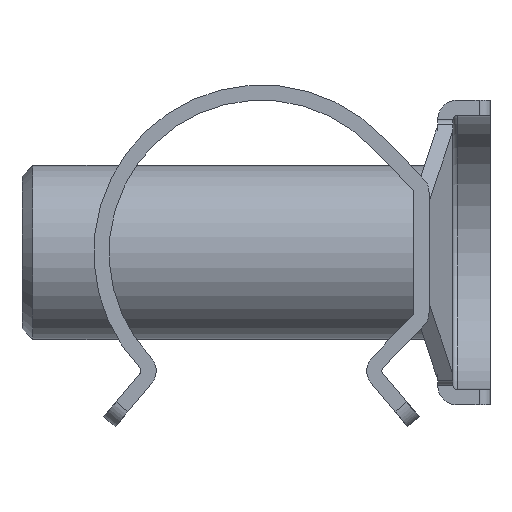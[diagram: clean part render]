
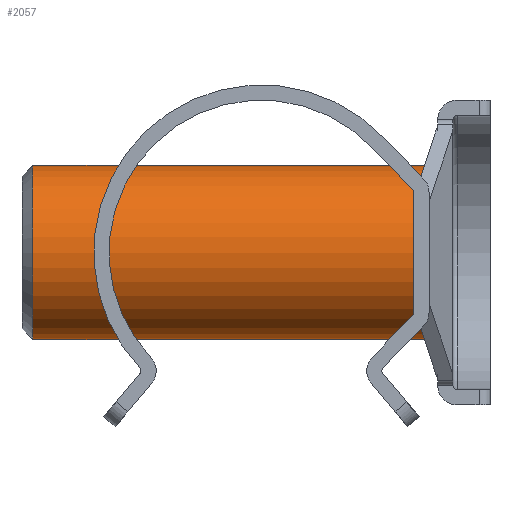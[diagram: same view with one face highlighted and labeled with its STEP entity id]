
A CAD part, front view. The second image highlights one B-rep face of the part: STEP entity #2057.
In plain terms, the highlighted cylindrical face has radius 4 mm (diameter 8 mm), a full revolution.
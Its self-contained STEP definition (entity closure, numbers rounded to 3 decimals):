
#9 = ORIENTED_EDGE ( 'NONE', *, *, #1811, .F. ) ;
#212 = AXIS2_PLACEMENT_3D ( 'NONE', #699, #1996, #542 ) ;
#264 = CARTESIAN_POINT ( 'NONE',  ( -10.5, 0., 4. ) ) ;
#343 = EDGE_CURVE ( 'NONE', #404, #404, #512, .T. ) ;
#357 = EDGE_LOOP ( 'NONE', ( #1010 ) ) ;
#404 = VERTEX_POINT ( 'NONE', #264 ) ;
#413 = VERTEX_POINT ( 'NONE', #737 ) ;
#512 = CIRCLE ( 'NONE', #212, 4. ) ;
#542 = DIRECTION ( 'NONE',  ( 0., 0., 1. ) ) ;
#630 = DIRECTION ( 'NONE',  ( 0., 1., 0. ) ) ;
#656 = CARTESIAN_POINT ( 'NONE',  ( 8.1, 0., 0. ) ) ;
#699 = CARTESIAN_POINT ( 'NONE',  ( -10.5, 0., 0. ) ) ;
#737 = CARTESIAN_POINT ( 'NONE',  ( 8.1, 4., 0. ) ) ;
#859 = AXIS2_PLACEMENT_3D ( 'NONE', #656, #1894, #630 ) ;
#885 = CYLINDRICAL_SURFACE ( 'NONE', #1106, 4. ) ;
#908 = CARTESIAN_POINT ( 'NONE',  ( -11., 0., 0. ) ) ;
#1010 = ORIENTED_EDGE ( 'NONE', *, *, #343, .F. ) ;
#1106 = AXIS2_PLACEMENT_3D ( 'NONE', #908, #1883, #1512 ) ;
#1231 = CIRCLE ( 'NONE', #859, 4. ) ;
#1282 = EDGE_LOOP ( 'NONE', ( #9 ) ) ;
#1512 = DIRECTION ( 'NONE',  ( 0., 0., 1. ) ) ;
#1678 = FACE_OUTER_BOUND ( 'NONE', #357, .T. ) ;
#1811 = EDGE_CURVE ( 'NONE', #413, #413, #1231, .T. ) ;
#1883 = DIRECTION ( 'NONE',  ( -1., 0., 0. ) ) ;
#1894 = DIRECTION ( 'NONE',  ( 1., 0., 0. ) ) ;
#1996 = DIRECTION ( 'NONE',  ( -1., 0., 0. ) ) ;
#1999 = FACE_OUTER_BOUND ( 'NONE', #1282, .T. ) ;
#2057 = ADVANCED_FACE ( 'NONE', ( #1678, #1999 ), #885, .T. ) ;
